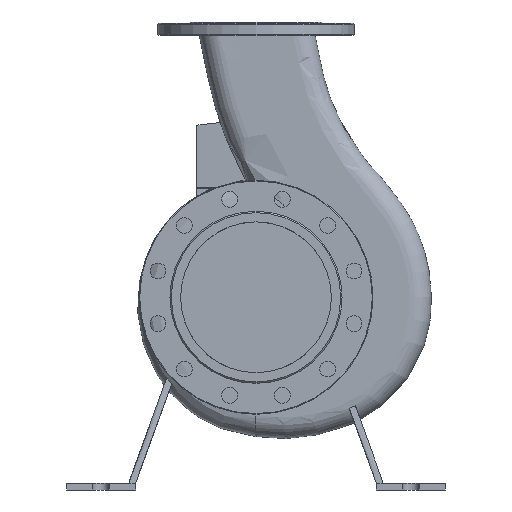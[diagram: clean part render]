
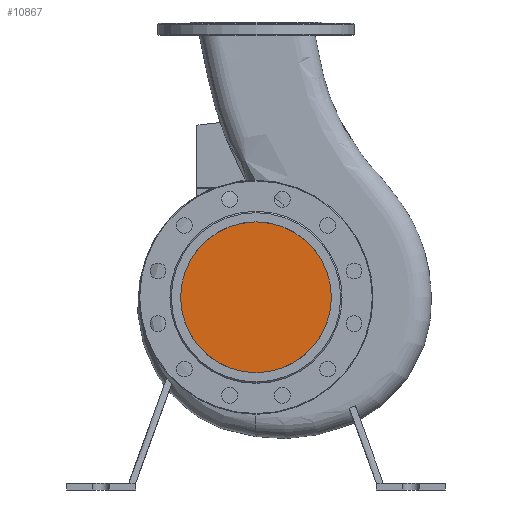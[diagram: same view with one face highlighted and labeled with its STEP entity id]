
A CAD part, left-side view. The second image highlights one B-rep face of the part: STEP entity #10867.
In plain terms, the highlighted planar face has unit normal (-1, 0, 0).
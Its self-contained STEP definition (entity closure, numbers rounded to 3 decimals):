
#490=CIRCLE('',#11614,109.55);
#965=PLANE('',#11613);
#1439=FACE_OUTER_BOUND('',#2205,.T.);
#2205=EDGE_LOOP('',(#8437));
#5175=VERTEX_POINT('',#17544);
#6377=EDGE_CURVE('',#5175,#5175,#490,.T.);
#8437=ORIENTED_EDGE('',*,*,#6377,.T.);
#10867=ADVANCED_FACE('',(#1439),#965,.F.);
#11613=AXIS2_PLACEMENT_3D('',#17543,#13341,#13342);
#11614=AXIS2_PLACEMENT_3D('',#17545,#13343,#13344);
#13341=DIRECTION('center_axis',(1.,0.,0.));
#13342=DIRECTION('ref_axis',(0.,0.,1.));
#13343=DIRECTION('center_axis',(-1.,0.,0.));
#13344=DIRECTION('ref_axis',(0.,-1.,0.));
#17543=CARTESIAN_POINT('Origin',(-150.,-54.775,280.));
#17544=CARTESIAN_POINT('',(-150.,-109.55,280.));
#17545=CARTESIAN_POINT('Origin',(-150.,0.,
280.));
